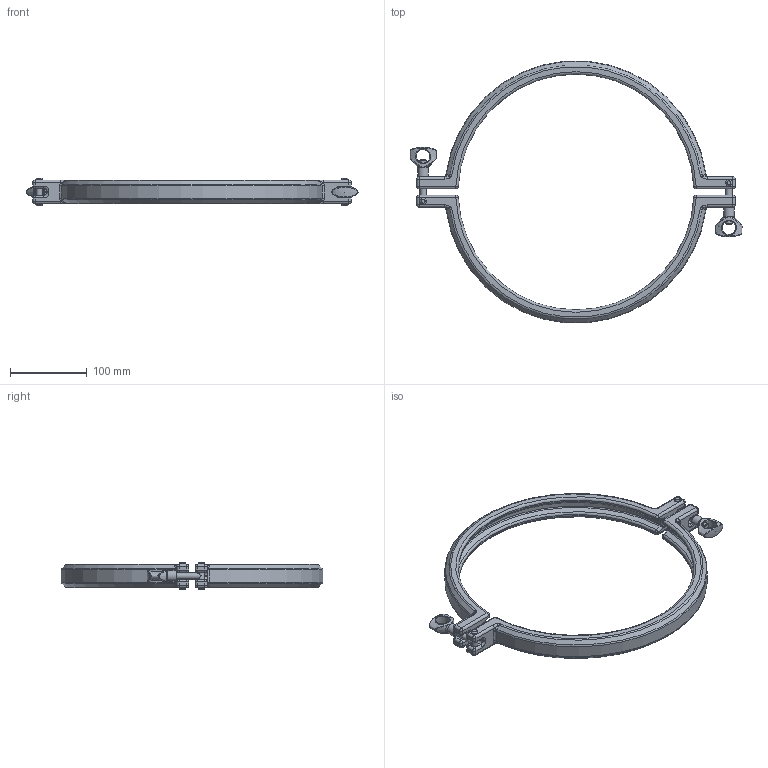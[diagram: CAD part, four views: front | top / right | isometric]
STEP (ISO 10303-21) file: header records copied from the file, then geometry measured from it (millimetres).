
FILE_DESCRIPTION(/* description */ (''),/* implementation_level */ '2;1');
FILE_NAME(/* name */ '13MHHM-12.stp',/* time_stamp */ '2021-10-04T16:36:12-04:00',/* author */ ('lee'),/* organization */ (''),/* preprocessor_version */ 'ST-DEVELOPER v18',/* originating_system */ 'Autodesk Inventor 2020',/* authorisation */ '');
FILE_SCHEMA (('AUTOMOTIVE_DESIGN { 1 0 10303 214 3 1 1 }'));
Length unit declared in the file: inch
Products named in the file (3): 12.0 CLAMP ASM; 12.0 CLAMP BODY HALF; WING NUT
Assembly tree (4 placements, depth 2):
  12.0 CLAMP ASM
    12.0 CLAMP BODY HALF  x2
    WING NUT  x2
Bounding box: 433.7 x 341.68 x 36.58 mm (x, y, z)
Volume: 452379 mm3; surface area: 124333.3 mm2
Topology: 4 solids, 4 shells, 382 faces, 878 edges, 464 vertices
Faces by surface type: cylinder 118, bspline 112, torus 50, sphere 48, plane 40, cone 14
Full cylindrical faces by diameter (mm): 8.255 x8, 13.716 x2, 17.907 x2
Entity records: 8475 total; most frequent: CARTESIAN_POINT 4423, ORIENTED_EDGE 832, DIRECTION 811, EDGE_CURVE 416, AXIS2_PLACEMENT_3D 353, VERTEX_POINT 232, EDGE_LOOP 200, CIRCLE 196
